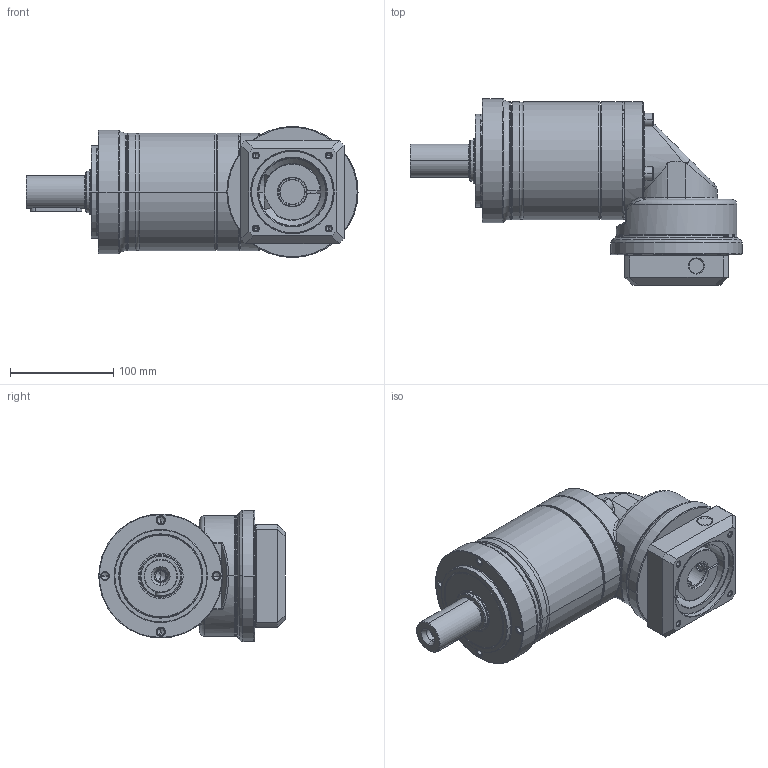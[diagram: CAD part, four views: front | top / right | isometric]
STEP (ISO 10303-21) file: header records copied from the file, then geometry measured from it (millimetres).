
FILE_DESCRIPTION((''),'2;1');
FILE_NAME('PE2R-120_2ST_24-P0411500101_ASM','2016-05-25T',('d00435'),(''),'PRO/ENGINEER BY PARAMETRIC TECHNOLOGY CORPORATION, 2008410','PRO/ENGINEER BY PARAMETRIC TECHNOLOGY CORPORATION, 2008410','');
FILE_SCHEMA(('CONFIG_CONTROL_DESIGN'));
Length unit declared in the file: millimetre
Products named in the file (12): P1323410001; P0251400001; P0350401001; P1349400001; P1017400001; P0713401001; P0503500008; P1350400101; P0411500101; P1702500001; 2111B108035; PE2R-120_2ST_24-P0411500101_ASM
Assembly tree (14 placements, depth 2):
  PE2R-120_2ST_24-P0411500101_ASM
    P1323410001
    P0251400001
    P0350401001
    P1349400001
    P1017400001
    P0713401001
    P0503500008
    P1350400101
    P0411500101
    P1702500001
    2111B108035  x4
Bounding box: 321.5 x 180.5 x 127 mm (x, y, z)
Volume: 1777189.7 mm3; surface area: 354568.7 mm2
Topology: 15 solids, 29 shells, 773 faces, 1721 edges, 1014 vertices
Faces by surface type: cylinder 251, cone 204, plane 176, torus 110, bspline 32
Entity records: 24548 total; most frequent: CARTESIAN_POINT 9246, DIRECTION 3437, ORIENTED_EDGE 2894, EDGE_CURVE 1475, AXIS2_PLACEMENT_3D 1465, VERTEX_POINT 894, CIRCLE 787, EDGE_LOOP 771
